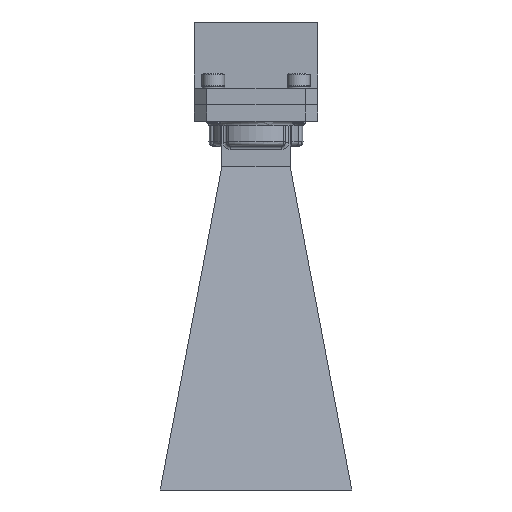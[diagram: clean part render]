
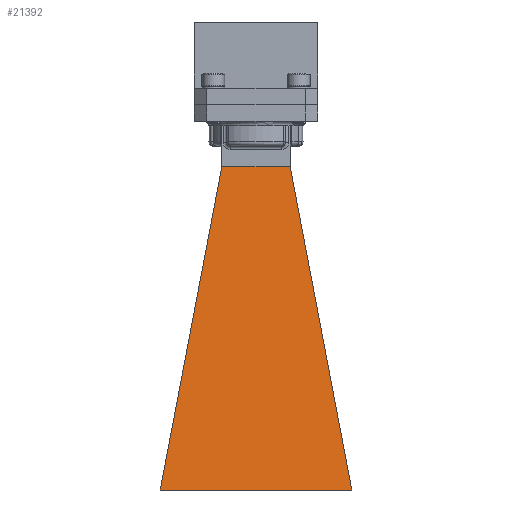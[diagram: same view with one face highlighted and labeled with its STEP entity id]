
A CAD part, front view. The second image highlights one B-rep face of the part: STEP entity #21392.
In plain terms, the highlighted planar face has unit normal (0, -0.993, 0.12).
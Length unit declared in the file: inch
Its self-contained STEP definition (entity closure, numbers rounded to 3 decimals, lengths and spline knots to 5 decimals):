
#711 = CARTESIAN_POINT ( 'NONE',  ( -1.165, -0.705, -4.69 ) ) ;
#1231 = CARTESIAN_POINT ( 'NONE',  ( -1.165, -0.705, -4.69 ) ) ;
#2593 = VERTEX_POINT ( 'NONE', #22106 ) ;
#3479 = AXIS2_PLACEMENT_3D ( 'NONE', #34867, #15442, #3525 ) ;
#3525 = DIRECTION ( 'NONE',  ( 0., -0.12, -0.993 ) ) ;
#4373 = CARTESIAN_POINT ( 'NONE',  ( 0.13833, -0.2275, -0.755 ) ) ;
#6396 = EDGE_LOOP ( 'NONE', ( #20256, #12312, #23761, #24330 ) ) ;
#7157 = CARTESIAN_POINT ( 'NONE',  ( -0.415, -0.2275, -0.755 ) ) ;
#8988 = FACE_OUTER_BOUND ( 'NONE', #6396, .T. ) ;
#11562 = LINE ( 'NONE', #1231, #26246 ) ;
#12312 = ORIENTED_EDGE ( 'NONE', *, *, #18788, .T. ) ;
#13003 = VECTOR ( 'NONE', #26423, 39.37008 ) ;
#13301 = VERTEX_POINT ( 'NONE', #21388 ) ;
#14108 = VERTEX_POINT ( 'NONE', #711 ) ;
#15103 = DIRECTION ( 'NONE',  ( -0.186, 0.118, 0.975 ) ) ;
#15442 = DIRECTION ( 'NONE',  ( 0., -0.993, 0.12 ) ) ;
#16479 = B_SPLINE_CURVE_WITH_KNOTS ( 'NONE', 3,
 ( #22029, #4373, #36491, #7157 ),
 .UNSPECIFIED., .F., .F.,
 ( 4, 4 ),
 ( 0., 1. ),
 .UNSPECIFIED. ) ;
#18788 = EDGE_CURVE ( 'NONE', #2593, #13301, #16479, .T. ) ;
#20056 = VECTOR ( 'NONE', #15103, 39.37008 ) ;
#20256 = ORIENTED_EDGE ( 'NONE', *, *, #20968, .T. ) ;
#20680 = PLANE ( 'NONE',  #3479 ) ;
#20816 = LINE ( 'NONE', #26814, #13003 ) ;
#20968 = EDGE_CURVE ( 'NONE', #21701, #2593, #25995, .T. ) ;
#21388 = CARTESIAN_POINT ( 'NONE',  ( -0.415, -0.2275, -0.755 ) ) ;
#21392 = ADVANCED_FACE ( 'NONE', ( #8988 ), #20680, .T. ) ;
#21701 = VERTEX_POINT ( 'NONE', #32827 ) ;
#22029 = CARTESIAN_POINT ( 'NONE',  ( 0.415, -0.2275, -0.755 ) ) ;
#22106 = CARTESIAN_POINT ( 'NONE',  ( 0.415, -0.2275, -0.755 ) ) ;
#23761 = ORIENTED_EDGE ( 'NONE', *, *, #32197, .F. ) ;
#24330 = ORIENTED_EDGE ( 'NONE', *, *, #26229, .T. ) ;
#25995 = LINE ( 'NONE', #34651, #20056 ) ;
#26229 = EDGE_CURVE ( 'NONE', #14108, #21701, #20816, .T. ) ;
#26246 = VECTOR ( 'NONE', #27577, 39.37008 ) ;
#26423 = DIRECTION ( 'NONE',  ( 1., 0., 0. ) ) ;
#26814 = CARTESIAN_POINT ( 'NONE',  ( -1.165, -0.705, -4.69 ) ) ;
#27577 = DIRECTION ( 'NONE',  ( 0.186, 0.118, 0.975 ) ) ;
#32197 = EDGE_CURVE ( 'NONE', #14108, #13301, #11562, .T. ) ;
#32827 = CARTESIAN_POINT ( 'NONE',  ( 1.165, -0.705, -4.69 ) ) ;
#34651 = CARTESIAN_POINT ( 'NONE',  ( 1.165, -0.705, -4.69 ) ) ;
#34867 = CARTESIAN_POINT ( 'NONE',  ( 0., -0.13391, 0.01625 ) ) ;
#36491 = CARTESIAN_POINT ( 'NONE',  ( -0.13833, -0.2275, -0.755 ) ) ;
